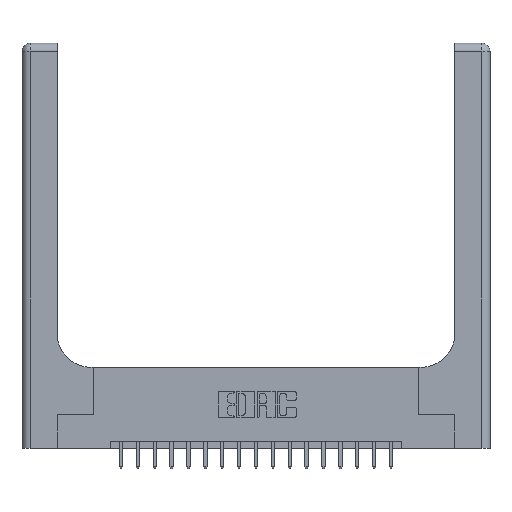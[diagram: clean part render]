
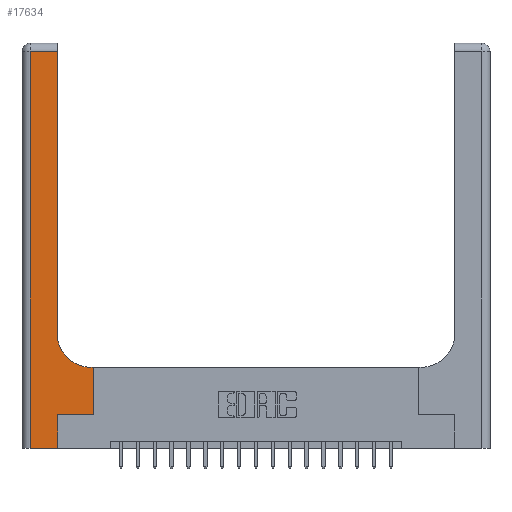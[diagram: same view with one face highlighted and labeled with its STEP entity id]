
A CAD part, top view. The second image highlights one B-rep face of the part: STEP entity #17634.
In plain terms, the highlighted planar face has unit normal (0, 0, 1).
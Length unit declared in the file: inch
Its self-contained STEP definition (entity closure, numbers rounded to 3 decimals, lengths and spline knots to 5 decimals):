
#131 = ORIENTED_EDGE ( 'NONE', *, *, #7519, .T. ) ;
#136 = DIRECTION ( 'NONE',  ( 0., -1., 0. ) ) ;
#325 = EDGE_CURVE ( 'NONE', #17402, #18107, #11647, .T. ) ;
#549 = DIRECTION ( 'NONE',  ( 0., 0., -1. ) ) ;
#761 = LINE ( 'NONE', #5580, #18905 ) ;
#837 = DIRECTION ( 'NONE',  ( 0., 1., 0. ) ) ;
#1122 = VECTOR ( 'NONE', #837, 39.37008 ) ;
#1811 = VERTEX_POINT ( 'NONE', #13974 ) ;
#1869 = LINE ( 'NONE', #17127, #18552 ) ;
#1995 = VERTEX_POINT ( 'NONE', #17609 ) ;
#2661 = CARTESIAN_POINT ( 'NONE',  ( 0.265, 0.25, 0.37 ) ) ;
#2852 = CARTESIAN_POINT ( 'NONE',  ( 0.265, 0.25, 0.37 ) ) ;
#3714 = DIRECTION ( 'NONE',  ( 0., 0., -1. ) ) ;
#3819 = EDGE_CURVE ( 'NONE', #18499, #1811, #8655, .T. ) ;
#3827 = AXIS2_PLACEMENT_3D ( 'NONE', #14506, #549, #6799 ) ;
#4044 = DIRECTION ( 'NONE',  ( 0., 1., 0. ) ) ;
#4453 = VECTOR ( 'NONE', #17158, 39.37008 ) ;
#5052 = CARTESIAN_POINT ( 'NONE',  ( 0.528, 0.6, 0.37 ) ) ;
#5126 = EDGE_LOOP ( 'NONE', ( #12658, #6097, #18033, #18590, #16956, #18572, #11054, #131, #7315 ) ) ;
#5466 = DIRECTION ( 'NONE',  ( -1., 0., 0. ) ) ;
#5580 = CARTESIAN_POINT ( 'NONE',  ( 0.265, 0., 0.37 ) ) ;
#6097 = ORIENTED_EDGE ( 'NONE', *, *, #7120, .T. ) ;
#6547 = DIRECTION ( 'NONE',  ( 0., 1., 0. ) ) ;
#6799 = DIRECTION ( 'NONE',  ( 1., 0., 0. ) ) ;
#6846 = CARTESIAN_POINT ( 'NONE',  ( 0.06, 0., 0.37 ) ) ;
#7051 = CARTESIAN_POINT ( 'NONE',  ( 0., 0., 0.37 ) ) ;
#7120 = EDGE_CURVE ( 'NONE', #16716, #1995, #10982, .T. ) ;
#7315 = ORIENTED_EDGE ( 'NONE', *, *, #325, .T. ) ;
#7519 = EDGE_CURVE ( 'NONE', #14433, #17402, #15292, .T. ) ;
#7564 = DIRECTION ( 'NONE',  ( 1., 0., 0. ) ) ;
#8138 = CARTESIAN_POINT ( 'NONE',  ( 0., 2.94, 0.37 ) ) ;
#8655 = LINE ( 'NONE', #7051, #10846 ) ;
#9280 = CARTESIAN_POINT ( 'NONE',  ( 0.26, 2.94, 0.37 ) ) ;
#9289 = EDGE_CURVE ( 'NONE', #16542, #19141, #16876, .T. ) ;
#10520 = VECTOR ( 'NONE', #6547, 39.37008 ) ;
#10846 = VECTOR ( 'NONE', #11725, 39.37008 ) ;
#10982 = LINE ( 'NONE', #8138, #4453 ) ;
#11054 = ORIENTED_EDGE ( 'NONE', *, *, #18420, .T. ) ;
#11158 = FACE_OUTER_BOUND ( 'NONE', #5126, .T. ) ;
#11211 = LINE ( 'NONE', #19024, #10520 ) ;
#11565 = LINE ( 'NONE', #17724, #1122 ) ;
#11647 = CIRCLE ( 'NONE', #3827, 0.25 ) ;
#11680 = CARTESIAN_POINT ( 'NONE',  ( 0., 3., 0.37 ) ) ;
#11725 = DIRECTION ( 'NONE',  ( 1., 0., 0. ) ) ;
#11809 = AXIS2_PLACEMENT_3D ( 'NONE', #11680, #3714, #5466 ) ;
#12658 = ORIENTED_EDGE ( 'NONE', *, *, #20008, .T. ) ;
#12682 = VECTOR ( 'NONE', #7564, 39.37008 ) ;
#13296 = PLANE ( 'NONE',  #11809 ) ;
#13580 = CARTESIAN_POINT ( 'NONE',  ( 0.26, 0.6, 0.37 ) ) ;
#13973 = DIRECTION ( 'NONE',  ( -1., 0., 0. ) ) ;
#13974 = CARTESIAN_POINT ( 'NONE',  ( 0.265, 0., 0.37 ) ) ;
#14433 = VERTEX_POINT ( 'NONE', #5052 ) ;
#14506 = CARTESIAN_POINT ( 'NONE',  ( 0.51, 0.85, 0.37 ) ) ;
#14801 = VECTOR ( 'NONE', #13973, 39.37008 ) ;
#15027 = CARTESIAN_POINT ( 'NONE',  ( 0.528, 0.25, 0.37 ) ) ;
#15270 = CARTESIAN_POINT ( 'NONE',  ( 0.26, 0.85, 0.37 ) ) ;
#15292 = LINE ( 'NONE', #13580, #14801 ) ;
#15451 = EDGE_CURVE ( 'NONE', #1811, #16542, #761, .T. ) ;
#16221 = EDGE_CURVE ( 'NONE', #1995, #18499, #1869, .T. ) ;
#16542 = VERTEX_POINT ( 'NONE', #2661 ) ;
#16716 = VERTEX_POINT ( 'NONE', #9280 ) ;
#16876 = LINE ( 'NONE', #2852, #12682 ) ;
#16956 = ORIENTED_EDGE ( 'NONE', *, *, #15451, .T. ) ;
#17127 = CARTESIAN_POINT ( 'NONE',  ( 0.06, 3., 0.37 ) ) ;
#17158 = DIRECTION ( 'NONE',  ( -1., 0., 0. ) ) ;
#17402 = VERTEX_POINT ( 'NONE', #19723 ) ;
#17609 = CARTESIAN_POINT ( 'NONE',  ( 0.06, 2.94, 0.37 ) ) ;
#17634 = ADVANCED_FACE ( 'NONE', ( #11158 ), #13296, .F. ) ;
#17724 = CARTESIAN_POINT ( 'NONE',  ( 0.26, 3., 0.37 ) ) ;
#18033 = ORIENTED_EDGE ( 'NONE', *, *, #16221, .T. ) ;
#18107 = VERTEX_POINT ( 'NONE', #15270 ) ;
#18420 = EDGE_CURVE ( 'NONE', #19141, #14433, #11211, .T. ) ;
#18499 = VERTEX_POINT ( 'NONE', #6846 ) ;
#18552 = VECTOR ( 'NONE', #136, 39.37008 ) ;
#18572 = ORIENTED_EDGE ( 'NONE', *, *, #9289, .T. ) ;
#18590 = ORIENTED_EDGE ( 'NONE', *, *, #3819, .T. ) ;
#18905 = VECTOR ( 'NONE', #4044, 39.37008 ) ;
#19024 = CARTESIAN_POINT ( 'NONE',  ( 0.528, 0.25, 0.37 ) ) ;
#19141 = VERTEX_POINT ( 'NONE', #15027 ) ;
#19723 = CARTESIAN_POINT ( 'NONE',  ( 0.51, 0.6, 0.37 ) ) ;
#20008 = EDGE_CURVE ( 'NONE', #18107, #16716, #11565, .T. ) ;
